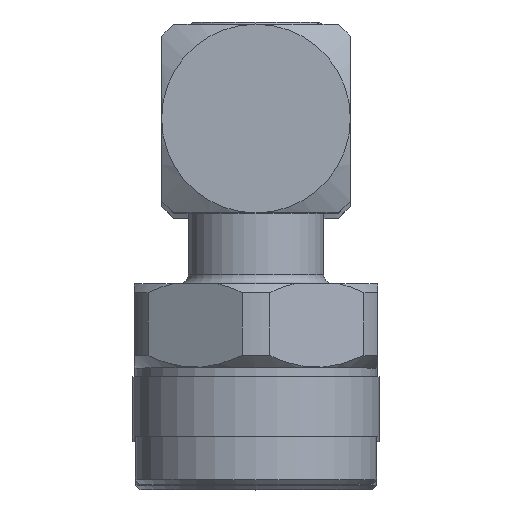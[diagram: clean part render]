
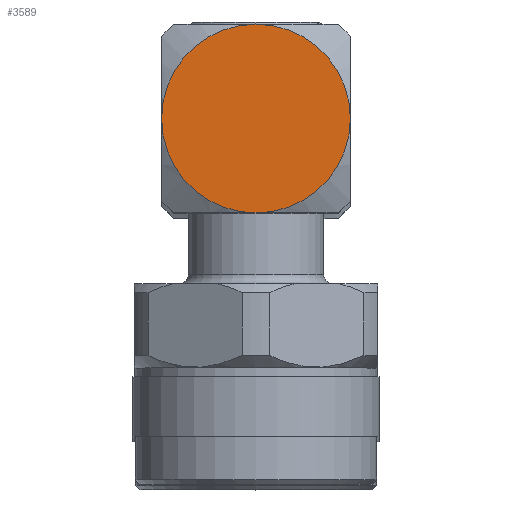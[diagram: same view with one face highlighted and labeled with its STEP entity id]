
A CAD part, top view. The second image highlights one B-rep face of the part: STEP entity #3589.
In plain terms, the highlighted face is planar.
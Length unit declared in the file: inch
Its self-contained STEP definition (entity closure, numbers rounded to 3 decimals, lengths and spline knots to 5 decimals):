
#209 = CIRCLE ( 'NONE', #5398, 0.31496 ) ;
#463 = CARTESIAN_POINT ( 'NONE',  ( 0., 0.31496, 0. ) ) ;
#644 = EDGE_LOOP ( 'NONE', ( #9360, #1546, #840, #1705 ) ) ;
#840 = ORIENTED_EDGE ( 'NONE', *, *, #5205, .T. ) ;
#1447 = CARTESIAN_POINT ( 'NONE',  ( -0.31496, 0.31496, 0.31496 ) ) ;
#1546 = ORIENTED_EDGE ( 'NONE', *, *, #5086, .T. ) ;
#1595 = CIRCLE ( 'NONE', #8111, 0.31496 ) ;
#1705 = ORIENTED_EDGE ( 'NONE', *, *, #5276, .T. ) ;
#2160 = PLANE ( 'NONE',  #9351 ) ;
#2256 = VERTEX_POINT ( 'NONE', #5651 ) ;
#2340 = CIRCLE ( 'NONE', #7498, 0.31496 ) ;
#3589 = ADVANCED_FACE ( 'NONE', ( #4271 ), #2160, .F. ) ;
#3739 = DIRECTION ( 'NONE',  ( 0., 1., 0. ) ) ;
#3941 = DIRECTION ( 'NONE',  ( 0., 0., 1. ) ) ;
#4081 = CARTESIAN_POINT ( 'NONE',  ( 0., 0.31496, 0. ) ) ;
#4166 = CARTESIAN_POINT ( 'NONE',  ( 0., 0.31496, 0.31496 ) ) ;
#4229 = DIRECTION ( 'NONE',  ( 0., -1., 0. ) ) ;
#4271 = FACE_OUTER_BOUND ( 'NONE', #644, .T. ) ;
#4719 = VERTEX_POINT ( 'NONE', #8774 ) ;
#4747 = DIRECTION ( 'NONE',  ( 0., 1., 0. ) ) ;
#5086 = EDGE_CURVE ( 'NONE', #8534, #2256, #9297, .T. ) ;
#5205 = EDGE_CURVE ( 'NONE', #2256, #8889, #209, .T. ) ;
#5276 = EDGE_CURVE ( 'NONE', #8889, #4719, #2340, .T. ) ;
#5316 = CARTESIAN_POINT ( 'NONE',  ( 0., 0.31496, -0.31496 ) ) ;
#5398 = AXIS2_PLACEMENT_3D ( 'NONE', #6073, #8936, #7577 ) ;
#5565 = DIRECTION ( 'NONE',  ( 0., 1., 0. ) ) ;
#5651 = CARTESIAN_POINT ( 'NONE',  ( -0.31496, 0.31496, 0. ) ) ;
#6073 = CARTESIAN_POINT ( 'NONE',  ( 0., 0.31496, 0. ) ) ;
#6208 = DIRECTION ( 'NONE',  ( 0., 0., 1. ) ) ;
#6589 = EDGE_CURVE ( 'NONE', #4719, #8534, #1595, .T. ) ;
#7110 = DIRECTION ( 'NONE',  ( 0., 0., 1. ) ) ;
#7498 = AXIS2_PLACEMENT_3D ( 'NONE', #4081, #4747, #6208 ) ;
#7577 = DIRECTION ( 'NONE',  ( 0., 0., 1. ) ) ;
#7941 = AXIS2_PLACEMENT_3D ( 'NONE', #8093, #3739, #3941 ) ;
#8093 = CARTESIAN_POINT ( 'NONE',  ( 0., 0.31496, 0. ) ) ;
#8111 = AXIS2_PLACEMENT_3D ( 'NONE', #463, #5565, #7110 ) ;
#8534 = VERTEX_POINT ( 'NONE', #5316 ) ;
#8774 = CARTESIAN_POINT ( 'NONE',  ( 0.31496, 0.31496, 0. ) ) ;
#8889 = VERTEX_POINT ( 'NONE', #4166 ) ;
#8936 = DIRECTION ( 'NONE',  ( 0., 1., 0. ) ) ;
#9269 = DIRECTION ( 'NONE',  ( 0., 0., -1. ) ) ;
#9297 = CIRCLE ( 'NONE', #7941, 0.31496 ) ;
#9351 = AXIS2_PLACEMENT_3D ( 'NONE', #1447, #4229, #9269 ) ;
#9360 = ORIENTED_EDGE ( 'NONE', *, *, #6589, .T. ) ;
